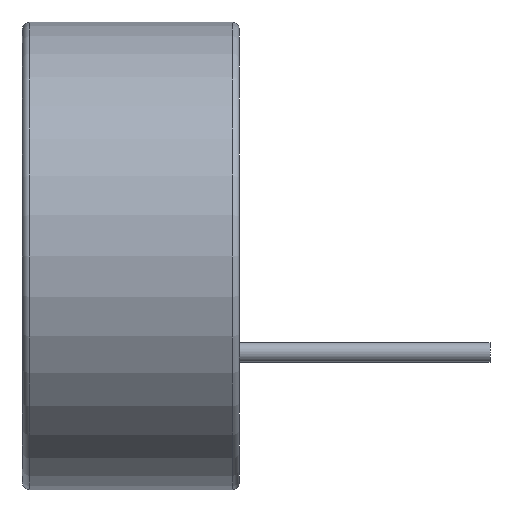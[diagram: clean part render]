
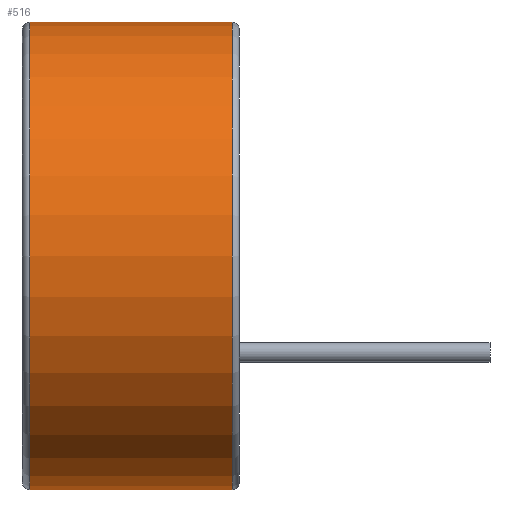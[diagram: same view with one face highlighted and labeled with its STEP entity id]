
A CAD part, left-side view. The second image highlights one B-rep face of the part: STEP entity #516.
In plain terms, the highlighted cylindrical face has radius 4.85 mm (diameter 9.7 mm), a partial arc.
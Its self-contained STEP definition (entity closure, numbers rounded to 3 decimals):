
#6 = AXIS2_PLACEMENT_3D ( 'NONE', #21, #504, #852 ) ;
#15 = DIRECTION ( 'NONE',  ( 0., -1., 0. ) ) ;
#21 = CARTESIAN_POINT ( 'NONE',  ( 0., 0.15, 0. ) ) ;
#26 = FACE_OUTER_BOUND ( 'NONE', #96, .T. ) ;
#44 = VERTEX_POINT ( 'NONE', #555 ) ;
#51 = VERTEX_POINT ( 'NONE', #835 ) ;
#83 = ORIENTED_EDGE ( 'NONE', *, *, #253, .F. ) ;
#90 = CARTESIAN_POINT ( 'NONE',  ( 0., 4.35, 0. ) ) ;
#96 = EDGE_LOOP ( 'NONE', ( #83, #531, #139, #610 ) ) ;
#102 = CARTESIAN_POINT ( 'NONE',  ( 0., 0.15, -4.85 ) ) ;
#139 = ORIENTED_EDGE ( 'NONE', *, *, #166, .T. ) ;
#157 = VECTOR ( 'NONE', #757, 1000. ) ;
#166 = EDGE_CURVE ( 'NONE', #51, #213, #312, .T. ) ;
#213 = VERTEX_POINT ( 'NONE', #102 ) ;
#250 = DIRECTION ( 'NONE',  ( 0., -1., 0. ) ) ;
#253 = EDGE_CURVE ( 'NONE', #44, #566, #604, .T. ) ;
#279 = CIRCLE ( 'NONE', #6, 4.85 ) ;
#312 = LINE ( 'NONE', #407, #655 ) ;
#391 = EDGE_CURVE ( 'NONE', #566, #213, #279, .T. ) ;
#405 = CARTESIAN_POINT ( 'NONE',  ( 0., 0.15, 4.85 ) ) ;
#407 = CARTESIAN_POINT ( 'NONE',  ( 0., 0., -4.85 ) ) ;
#440 = CIRCLE ( 'NONE', #669, 4.85 ) ;
#471 = CYLINDRICAL_SURFACE ( 'NONE', #787, 4.85 ) ;
#504 = DIRECTION ( 'NONE',  ( 0., -1., 0. ) ) ;
#507 = DIRECTION ( 'NONE',  ( 0., 0., -1. ) ) ;
#516 = ADVANCED_FACE ( 'NONE', ( #26 ), #471, .T. ) ;
#531 = ORIENTED_EDGE ( 'NONE', *, *, #725, .T. ) ;
#555 = CARTESIAN_POINT ( 'NONE',  ( 0., 4.35, 4.85 ) ) ;
#566 = VERTEX_POINT ( 'NONE', #405 ) ;
#574 = CARTESIAN_POINT ( 'NONE',  ( 0., 0., 0. ) ) ;
#604 = LINE ( 'NONE', #832, #157 ) ;
#610 = ORIENTED_EDGE ( 'NONE', *, *, #391, .F. ) ;
#648 = DIRECTION ( 'NONE',  ( 0., -1., 0. ) ) ;
#655 = VECTOR ( 'NONE', #250, 1000. ) ;
#669 = AXIS2_PLACEMENT_3D ( 'NONE', #90, #15, #685 ) ;
#685 = DIRECTION ( 'NONE',  ( 0., 0., -1. ) ) ;
#725 = EDGE_CURVE ( 'NONE', #44, #51, #440, .T. ) ;
#757 = DIRECTION ( 'NONE',  ( 0., -1., 0. ) ) ;
#787 = AXIS2_PLACEMENT_3D ( 'NONE', #574, #648, #507 ) ;
#832 = CARTESIAN_POINT ( 'NONE',  ( 0., 0., 4.85 ) ) ;
#835 = CARTESIAN_POINT ( 'NONE',  ( 0., 4.35, -4.85 ) ) ;
#852 = DIRECTION ( 'NONE',  ( 0., 0., -1. ) ) ;
